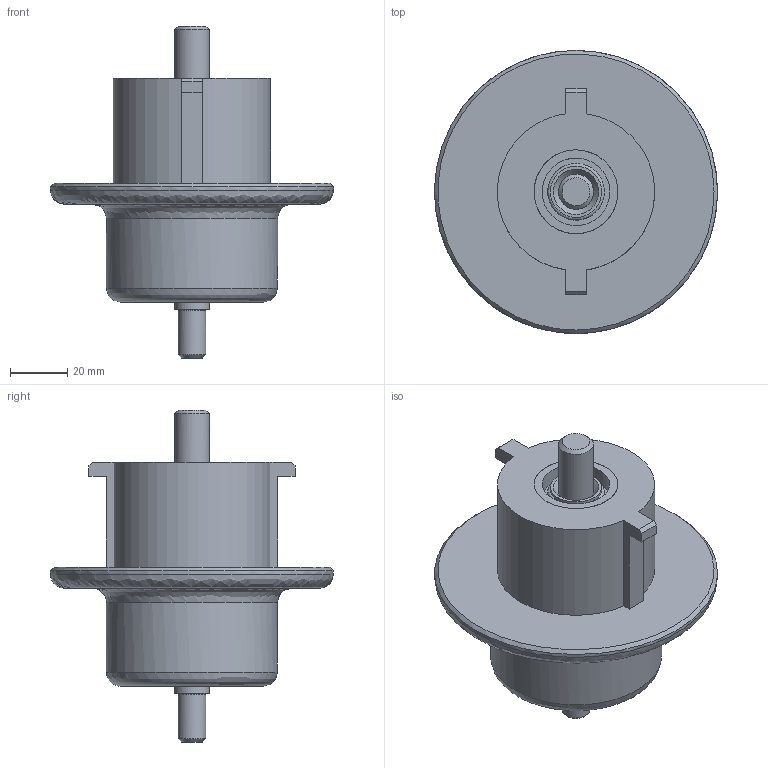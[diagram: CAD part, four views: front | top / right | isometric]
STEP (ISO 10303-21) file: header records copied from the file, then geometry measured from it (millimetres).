
FILE_DESCRIPTION(('FreeCAD Model'),'2;1');
FILE_NAME('Open CASCADE Shape Model','2025-05-03T22:04:48',('FreeCAD'),( 'FreeCAD'),'Open CASCADE STEP processor 7.6','FreeCAD','Unknown');
FILE_SCHEMA(('AUTOMOTIVE_DESIGN { 1 0 10303 214 1 1 1 1 }'));
Length unit declared in the file: millimetre
Products named in the file (1): Open CASCADE STEP translator 7.6 1
Bounding box: 99.15 x 99.15 x 116.29 mm (x, y, z)
Volume: 220380.8 mm3; surface area: 76125.6 mm2
Topology: 25 solids, 25 shells, 145 faces, 501 edges, 483 vertices
Faces by surface type: bspline 145
Entity records: 8190 total; most frequent: CARTESIAN_POINT 6117, ORIENTED_EDGE 486, EDGE_CURVE 243, GEOMETRIC_CURVE_SET 208, TRIMMED_CURVE 208, FACE_BOUND 176, VERTEX_POINT 163, EDGE_LOOP 160
